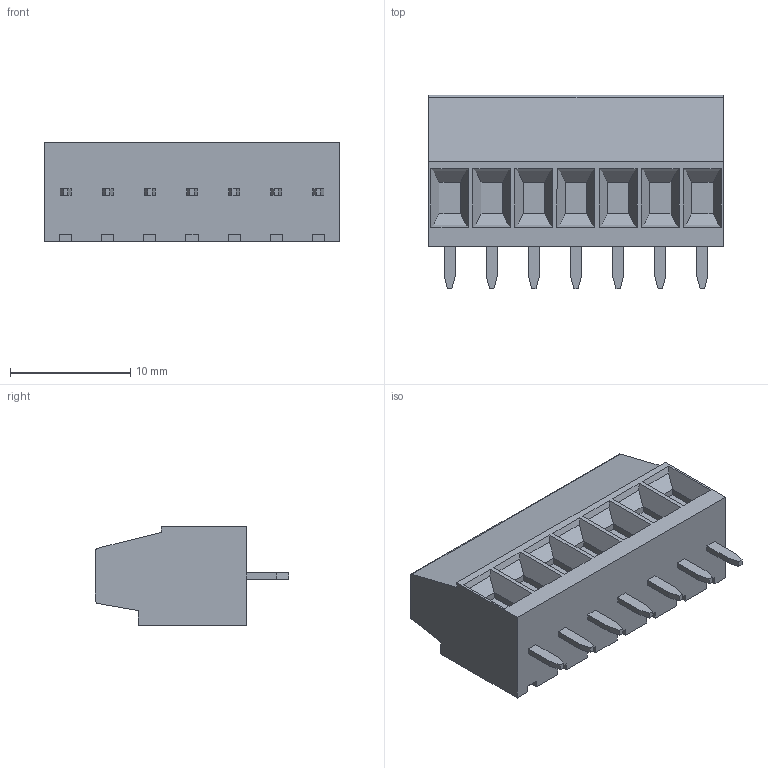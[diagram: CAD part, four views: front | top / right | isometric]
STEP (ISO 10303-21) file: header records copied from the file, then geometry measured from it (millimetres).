
FILE_DESCRIPTION(('STEP AP214'),'1');
FILE_NAME('MVS137-3,5-V-L.stp','2018-07-13T07:40:55',(' '),(' '),'Spatial InterOp 3D',' ',' ');
FILE_SCHEMA(('automotive_design'));
Length unit declared in the file: metre
Products named in the file (1): 1
Bounding box: 24.5 x 16.1 x 8.2 mm (x, y, z)
Volume: 2010.5 mm3; surface area: 1736 mm2
Topology: 1 solids, 1 shells, 418 faces, 1164 edges, 762 vertices
Faces by surface type: plane 353, cylinder 51, cone 7, torus 7
Full cylindrical faces by diameter (mm): 2 x7, 2.1 x7, 2.8 x7, 3 x7
Entity records: 16494 total; most frequent: CARTESIAN_POINT 2534, ORIENTED_EDGE 2202, DIRECTION 2104, EDGE_CURVE 1101, LINE 852, VECTOR 852, VERTEX_POINT 741, AXIS2_PLACEMENT_3D 626
